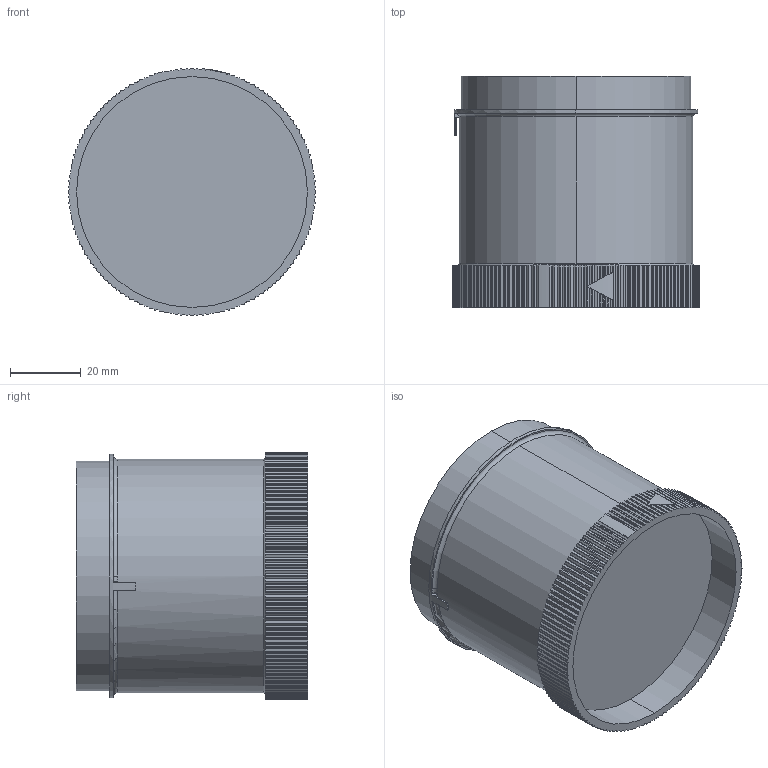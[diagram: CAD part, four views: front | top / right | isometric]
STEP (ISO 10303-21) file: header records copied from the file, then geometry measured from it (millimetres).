
FILE_DESCRIPTION(('STEP AP214'),'1');
FILE_NAME('cctmp_AC36161F-912F-42C7-AB24-B08692960054_2023_07_24_21_24_27_0599..stp','2023-07-24T19:24:28',('SIEMENS A&D'),('CADClick - www.CADClick.com'),'Spatial InterOp 3D postprocessed',' ','unknown authorization');
FILE_SCHEMA(('AUTOMOTIVE_DESIGN'));
Length unit declared in the file: millimetre
Products named in the file (1): 2023_07_24_21_24_27_0568
Bounding box: 70.15 x 65.5 x 70.15 mm (x, y, z)
Volume: 197025.8 mm3; surface area: 24120.9 mm2
Topology: 1 solids, 1 shells, 970 faces, 2800 edges, 1863 vertices
Faces by surface type: plane 475, cylinder 388, bspline 102, torus 5
Entity records: 40207 total; most frequent: CARTESIAN_POINT 11784, ORIENTED_EDGE 5600, DIRECTION 5056, EDGE_CURVE 2800, VERTEX_POINT 1863, LINE 1780, VECTOR 1780, AXIS2_PLACEMENT_3D 1638
